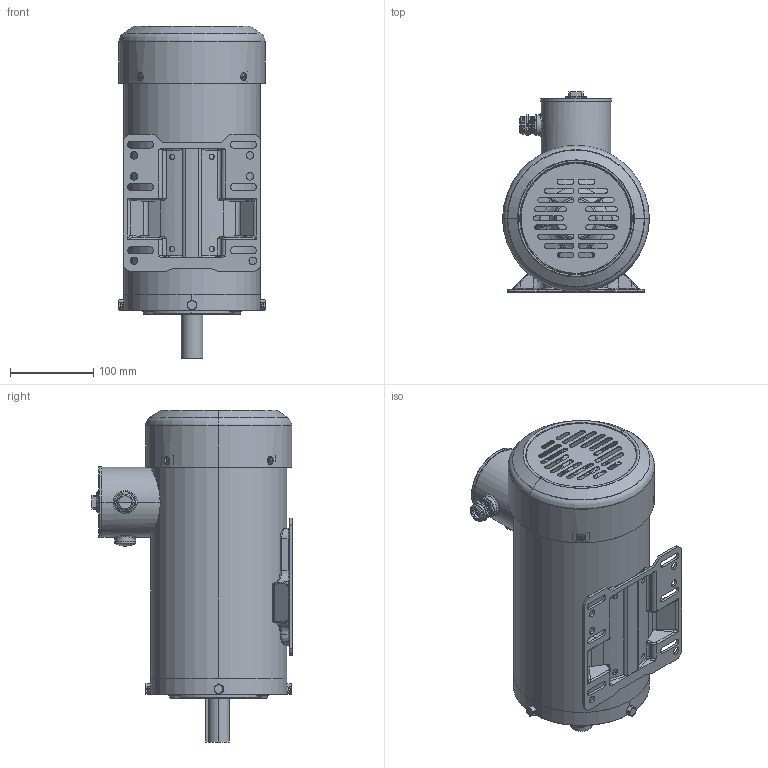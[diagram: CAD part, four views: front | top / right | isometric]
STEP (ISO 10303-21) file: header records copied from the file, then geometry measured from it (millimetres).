
FILE_DESCRIPTION (( 'STEP AP214' ), '1' );
FILE_NAME ('145TC~2HP-4 .STEP', '2017-11-08T08:37:25', ( 'user' ), ( '' ), 'SwSTEP 2.0', 'SolidWorks 2013', '' );
FILE_SCHEMA (( 'AUTOMOTIVE_DESIGN' ));
Length unit declared in the file: millimetre
Products named in the file (30): 140TC  56C 瑞欶8WT.306.002; 145TC~2HP-4 ; plain washers-n series-grade a gb_GB_FASTENER_WASHER_PWNA 5; spring lock washers--normal type gb_GB_FASTENER_WASHER_SW 5; M5X290酗蹟裝; circlips for shaft--type a large gb_GB_CONNECTING_PIECE_RING_RRA 25; 瑞圮8WT.435.001; 140TC  后端盖（配风扇）8WT.013.004; 145TC  2HP-4  蛌赽8WT.674.008; 疏倛粟銅 D52; deep groove ball bearings gb_Rolling bearings 6205 GB 276-94; 140TC  粣扥悵誘杶 ; す瑩4.77x35; M10 不銹钢带孔螺塞; 145TC  2HP-4  翉臏蛌赽5WT.678.002; 140TC  螺孔塞 ; 145TC  2HP-2  祥凄詩翋粣.粣紫183. 8WT.200.008; 140TC  芠倛祥凄詩碟; 140TC  56C ヶ傷裔8WT.013.001; 沓蹋滲蹟簽M20; 145TC~2HP-4  定子（顶出线）5WT.672.002 ; 保护塞; 140TC  56C 定子叠片D160X120. 8WT.660.004; 沓蹋滲M22謂12; 145TC~2HP-4  机壳 （顶出线）8WT.001.002 ; 140TC  芠倛祥谽詩碟裔 ; 祥凄詩酗儂褐8WT.002.002.; 140TC  芠倛祥谽詩碟釱 ; 140TC  不锈钢卷筒长255（顶出线配长机脚）8WT.001.002 ; cross recessed pan head screws gb_GB_CROSS_SCREWS_TYPE1 M5X10-10  H type-N
Assembly tree (48 placements, depth 4):
  145TC~2HP-4 
    145TC~2HP-4  定子（顶出线）5WT.672.002 
      145TC~2HP-4  机壳 （顶出线）8WT.001.002 
        140TC  不锈钢卷筒长255（顶出线配长机脚）8WT.001.002 
        祥凄詩酗儂褐8WT.002.002.
      140TC  56C 定子叠片D160X120. 8WT.660.004
    140TC  56C ヶ傷裔8WT.013.001
    145TC  2HP-4  蛌赽8WT.674.008
      145TC  2HP-2  祥凄詩翋粣.粣紫183. 8WT.200.008
      145TC  2HP-4  翉臏蛌赽5WT.678.002
      す瑩4.77x35
      deep groove ball bearings gb_Rolling bearings 6205 GB 276-94  x2
      疏倛粟銅 D52
    140TC  后端盖（配风扇）8WT.013.004
    瑞圮8WT.435.001
    circlips for shaft--type a large gb_GB_CONNECTING_PIECE_RING_RRA 25
    M5X290酗蹟裝  x4
    spring lock washers--normal type gb_GB_FASTENER_WASHER_SW 5  x4
    plain washers-n series-grade a gb_GB_FASTENER_WASHER_PWNA 5  x4
    140TC  56C 瑞欶8WT.306.002
    cross recessed pan head screws gb_GB_CROSS_SCREWS_TYPE1 M5X10-10  H type-N  x4
    140TC  芠倛祥凄詩碟
      140TC  芠倛祥谽詩碟釱 
      140TC  芠倛祥谽詩碟裔 
      沓蹋滲M22謂12
      保护塞
      沓蹋滲蹟簽M20
    140TC  螺孔塞   x4
    M10 不銹钢带孔螺塞  x4
    140TC  粣扥悵誘杶 
Bounding box: 176.01 x 240.73 x 399.51 mm (x, y, z)
Volume: 3056197.7 mm3; surface area: 1234080.8 mm2
Topology: 54 solids, 98 shells, 3113 faces, 8381 edges, 5322 vertices
Faces by surface type: plane 1021, cylinder 846, bspline 514, cone 335, torus 269, sphere 128
Entity records: 125239 total; most frequent: CARTESIAN_POINT 49258, ORIENTED_EDGE 14042, DIRECTION 12492, EDGE_CURVE 7021, AXIS2_PLACEMENT_3D 4888, VERTEX_POINT 4482, EDGE_LOOP 2963, FACE_OUTER_BOUND 2727
